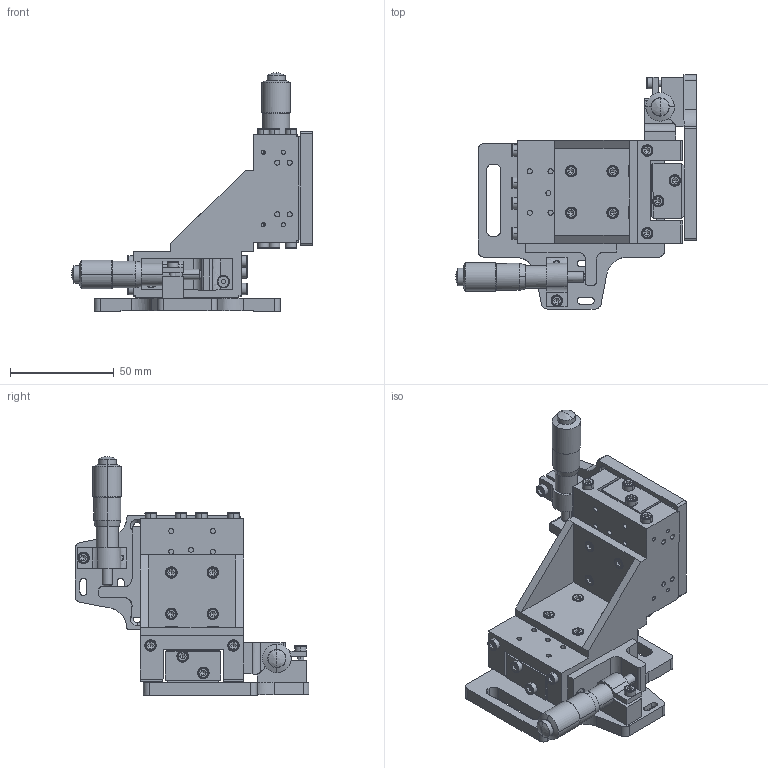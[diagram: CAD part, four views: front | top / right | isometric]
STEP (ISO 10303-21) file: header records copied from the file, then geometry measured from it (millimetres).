
FILE_DESCRIPTION(/* description */ (''),/* implementation_level */ '2;1');
FILE_NAME(/* name */ '02-2TS~1',/* time_stamp */ '2021-12-16T16:11:08+03:00',/* author */ (''),/* organization */ (''),/* preprocessor_version */ 'ST-DEVELOPER v15',/* originating_system */ '',/* authorisation */ '');
FILE_SCHEMA (('AUTOMOTIVE_DESIGN'));
Products named in the file (4): Document; Block 03; Block 02; Block 01
Assembly tree (3 placements, depth 2):
  Document
    Block 03
    Block 02
    Block 01
Bounding box: 116.43 x 112.97 x 115.27 mm (x, y, z)
Volume: 135.5 mm3; surface area: 76196.2 mm2
Topology: 38 solids, 76 shells, 1521 faces, 4307 edges, 2854 vertices
Faces by surface type: bspline 1521
Entity records: 114148 total; most frequent: CARTESIAN_POINT 62739, B_SPLINE_CURVE_WITH_KNOTS 9062, ORIENTED_EDGE 8130, PCURVE 8130, DEFINITIONAL_REPRESENTATION 8130, SURFACE_CURVE 4211, EDGE_CURVE 4211, VERTEX_POINT 2855
